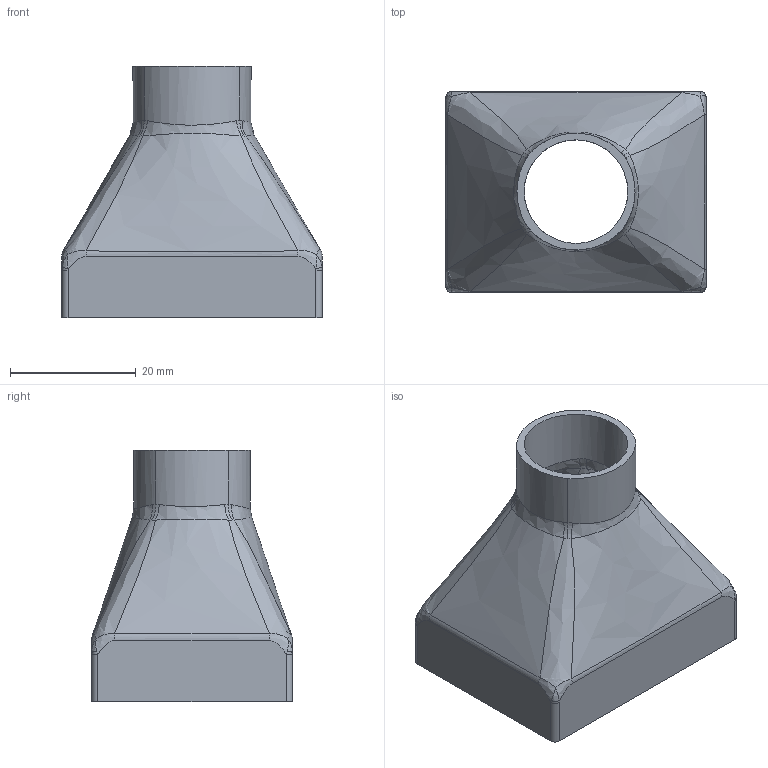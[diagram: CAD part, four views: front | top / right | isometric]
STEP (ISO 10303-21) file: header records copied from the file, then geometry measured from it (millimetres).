
FILE_DESCRIPTION(/* description */ (''),/* implementation_level */ '2;1');
FILE_NAME(/* name */ 'blower to CPAP tube v4.step',/* time_stamp */ '2021-03-27T22:05:03+01:00',/* author */ (''),/* organization */ (''),/* preprocessor_version */ 'ST-DEVELOPER v18.1',/* originating_system */ 'Autodesk Translation Framework v9.10.0.1330',/* authorisation */ '');
FILE_SCHEMA (('AUTOMOTIVE_DESIGN { 1 0 10303 214 3 1 1 }'));
Length unit declared in the file: millimetre
Products named in the file (1): blower to CPAP tube
Bounding box: 41.5 x 32 x 40 mm (x, y, z)
Volume: 4295.9 mm3; surface area: 8474.5 mm2
Topology: 1 solids, 1 shells, 99 faces, 247 edges, 142 vertices
Faces by surface type: bspline 80, plane 10, cylinder 9
Full cylindrical faces by diameter (mm): 16.5 x1
Entity records: 5005 total; most frequent: CARTESIAN_POINT 3181, ORIENTED_EDGE 478, EDGE_CURVE 239, DIRECTION 183, B_SPLINE_CURVE_WITH_KNOTS 153, VERTEX_POINT 142, EDGE_LOOP 101, FACE_OUTER_BOUND 99
